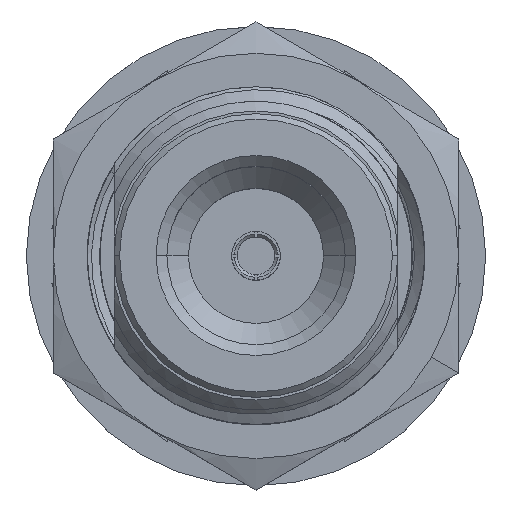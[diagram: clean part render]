
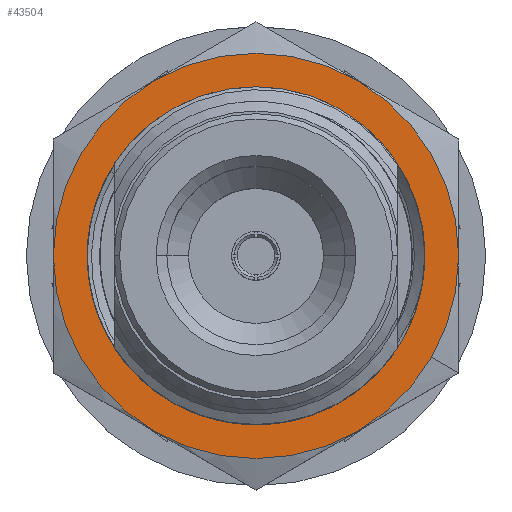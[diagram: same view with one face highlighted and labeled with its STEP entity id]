
A CAD part, top view. The second image highlights one B-rep face of the part: STEP entity #43504.
In plain terms, the highlighted planar face has unit normal (0, 0, 1).
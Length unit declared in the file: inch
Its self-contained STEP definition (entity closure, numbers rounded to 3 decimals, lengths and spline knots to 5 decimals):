
#2117 = EDGE_CURVE ( 'NONE', #91289, #57267, #46050, .T. ) ;
#3570 = CARTESIAN_POINT ( 'NONE',  ( 0., 0., -0.477 ) ) ;
#4018 = ORIENTED_EDGE ( 'NONE', *, *, #64217, .T. ) ;
#4194 = CARTESIAN_POINT ( 'NONE',  ( 0.1875, 0.32476, -0.477 ) ) ;
#6686 = DIRECTION ( 'NONE',  ( 0., 0., 1. ) ) ;
#6688 = DIRECTION ( 'NONE',  ( 0., 0., 1. ) ) ;
#7008 = AXIS2_PLACEMENT_3D ( 'NONE', #129720, #45854, #36807 ) ;
#7354 = DIRECTION ( 'NONE',  ( 0., 0., 1. ) ) ;
#9023 = EDGE_CURVE ( 'NONE', #94860, #72114, #47262, .T. ) ;
#9402 = EDGE_CURVE ( 'NONE', #88489, #91289, #27718, .T. ) ;
#11281 = CARTESIAN_POINT ( 'NONE',  ( 0.1875, -0.32476, -0.477 ) ) ;
#13762 = DIRECTION ( 'NONE',  ( 0., 0., 1. ) ) ;
#14290 = CARTESIAN_POINT ( 'NONE',  ( 0.16585, -0.26486, -0.477 ) ) ;
#15866 = AXIS2_PLACEMENT_3D ( 'NONE', #17965, #133481, #28370 ) ;
#16670 = CARTESIAN_POINT ( 'NONE',  ( 0., 0., -0.477 ) ) ;
#17965 = CARTESIAN_POINT ( 'NONE',  ( 0., 0., -0.477 ) ) ;
#18330 = EDGE_LOOP ( 'NONE', ( #97980, #4018, #76743, #73368, #78853, #64541, #114898 ) ) ;
#18974 = DIRECTION ( 'NONE',  ( 0.866, -0.5, 0. ) ) ;
#20919 = VERTEX_POINT ( 'NONE', #74730 ) ;
#23788 = DIRECTION ( 'NONE',  ( 0., 0., 1. ) ) ;
#25565 = AXIS2_PLACEMENT_3D ( 'NONE', #111415, #6688, #59680 ) ;
#25735 = DIRECTION ( 'NONE',  ( 0.866, -0.5, 0. ) ) ;
#26590 = VERTEX_POINT ( 'NONE', #62165 ) ;
#27718 = CIRCLE ( 'NONE', #73564, 0.375 ) ;
#28370 = DIRECTION ( 'NONE',  ( 0.866, -0.5, 0. ) ) ;
#30121 = DIRECTION ( 'NONE',  ( 0.866, -0.5, 0. ) ) ;
#36272 = DIRECTION ( 'NONE',  ( 0., 0., 1. ) ) ;
#36362 = EDGE_CURVE ( 'NONE', #100708, #60343, #44418, .T. ) ;
#36807 = DIRECTION ( 'NONE',  ( 0.866, -0.5, 0. ) ) ;
#37606 = CARTESIAN_POINT ( 'NONE',  ( 0., 0., -0.477 ) ) ;
#38161 = CIRCLE ( 'NONE', #84875, 0.375 ) ;
#38193 = CARTESIAN_POINT ( 'NONE',  ( 0., 0., -0.477 ) ) ;
#40252 = CARTESIAN_POINT ( 'NONE',  ( 0.27063, -0.15625, -0.477 ) ) ;
#40476 = AXIS2_PLACEMENT_3D ( 'NONE', #124336, #101709, #113075 ) ;
#43504 = ADVANCED_FACE ( 'NONE', ( #73266, #66668 ), #68323, .T. ) ;
#44418 = CIRCLE ( 'NONE', #62530, 0.3125 ) ;
#45854 = DIRECTION ( 'NONE',  ( 0., 0., 1. ) ) ;
#46050 = CIRCLE ( 'NONE', #7008, 0.375 ) ;
#46859 = EDGE_CURVE ( 'NONE', #26590, #88489, #132952, .T. ) ;
#47262 = CIRCLE ( 'NONE', #109247, 0.375 ) ;
#47919 = ORIENTED_EDGE ( 'NONE', *, *, #36362, .F. ) ;
#51250 = CARTESIAN_POINT ( 'NONE',  ( 0.30456, -0.07001, -0.477 ) ) ;
#51282 = CIRCLE ( 'NONE', #76154, 0.375 ) ;
#53098 = EDGE_CURVE ( 'NONE', #60343, #124358, #79029, .T. ) ;
#57267 = VERTEX_POINT ( 'NONE', #95596 ) ;
#59680 = DIRECTION ( 'NONE',  ( 0.866, -0.5, 0. ) ) ;
#60242 = CARTESIAN_POINT ( 'NONE',  ( -0.1875, -0.32476, -0.477 ) ) ;
#60343 = VERTEX_POINT ( 'NONE', #51250 ) ;
#61017 = ORIENTED_EDGE ( 'NONE', *, *, #81252, .F. ) ;
#62165 = CARTESIAN_POINT ( 'NONE',  ( -0.375, 0., -0.477 ) ) ;
#62530 = AXIS2_PLACEMENT_3D ( 'NONE', #38193, #7354, #78990 ) ;
#64217 = EDGE_CURVE ( 'NONE', #57267, #20919, #120249, .T. ) ;
#64541 = ORIENTED_EDGE ( 'NONE', *, *, #46859, .T. ) ;
#65488 = DIRECTION ( 'NONE',  ( 0.866, -0.5, 0. ) ) ;
#66668 = FACE_OUTER_BOUND ( 'NONE', #18330, .T. ) ;
#68323 = PLANE ( 'NONE',  #25565 ) ;
#72114 = VERTEX_POINT ( 'NONE', #105904 ) ;
#73266 = FACE_BOUND ( 'NONE', #73618, .T. ) ;
#73368 = ORIENTED_EDGE ( 'NONE', *, *, #9023, .T. ) ;
#73564 = AXIS2_PLACEMENT_3D ( 'NONE', #107192, #13762, #75423 ) ;
#73618 = EDGE_LOOP ( 'NONE', ( #119277, #47919, #61017 ) ) ;
#74730 = CARTESIAN_POINT ( 'NONE',  ( 0.375, 0., -0.477 ) ) ;
#75423 = DIRECTION ( 'NONE',  ( 0.866, -0.5, 0. ) ) ;
#76154 = AXIS2_PLACEMENT_3D ( 'NONE', #37606, #36272, #18974 ) ;
#76743 = ORIENTED_EDGE ( 'NONE', *, *, #130510, .T. ) ;
#78853 = ORIENTED_EDGE ( 'NONE', *, *, #131933, .T. ) ;
#78990 = DIRECTION ( 'NONE',  ( 0.866, -0.5, 0. ) ) ;
#79029 = CIRCLE ( 'NONE', #116786, 0.3125 ) ;
#81252 = EDGE_CURVE ( 'NONE', #124358, #100708, #114327, .T. ) ;
#84875 = AXIS2_PLACEMENT_3D ( 'NONE', #85853, #23788, #65488 ) ;
#85853 = CARTESIAN_POINT ( 'NONE',  ( 0., 0., -0.477 ) ) ;
#87809 = DIRECTION ( 'NONE',  ( 0., 0., 1. ) ) ;
#88489 = VERTEX_POINT ( 'NONE', #60242 ) ;
#90445 = CARTESIAN_POINT ( 'NONE',  ( 0., 0., -0.477 ) ) ;
#91289 = VERTEX_POINT ( 'NONE', #11281 ) ;
#94860 = VERTEX_POINT ( 'NONE', #4194 ) ;
#95596 = CARTESIAN_POINT ( 'NONE',  ( 0.32476, -0.1875, -0.477 ) ) ;
#97980 = ORIENTED_EDGE ( 'NONE', *, *, #2117, .T. ) ;
#100708 = VERTEX_POINT ( 'NONE', #40252 ) ;
#101709 = DIRECTION ( 'NONE',  ( 0., 0., 1. ) ) ;
#105904 = CARTESIAN_POINT ( 'NONE',  ( -0.1875, 0.32476, -0.477 ) ) ;
#107192 = CARTESIAN_POINT ( 'NONE',  ( 0., 0., -0.477 ) ) ;
#109247 = AXIS2_PLACEMENT_3D ( 'NONE', #90445, #121723, #30121 ) ;
#111415 = CARTESIAN_POINT ( 'NONE',  ( 0., 0., -0.477 ) ) ;
#113075 = DIRECTION ( 'NONE',  ( 0.866, -0.5, 0. ) ) ;
#114327 = CIRCLE ( 'NONE', #40476, 0.3125 ) ;
#114898 = ORIENTED_EDGE ( 'NONE', *, *, #9402, .T. ) ;
#116786 = AXIS2_PLACEMENT_3D ( 'NONE', #16670, #6686, #120032 ) ;
#119277 = ORIENTED_EDGE ( 'NONE', *, *, #53098, .F. ) ;
#119789 = AXIS2_PLACEMENT_3D ( 'NONE', #3570, #87809, #25735 ) ;
#120032 = DIRECTION ( 'NONE',  ( 0.866, -0.5, 0. ) ) ;
#120249 = CIRCLE ( 'NONE', #15866, 0.375 ) ;
#121723 = DIRECTION ( 'NONE',  ( 0., 0., 1. ) ) ;
#124336 = CARTESIAN_POINT ( 'NONE',  ( 0., 0., -0.477 ) ) ;
#124358 = VERTEX_POINT ( 'NONE', #14290 ) ;
#129720 = CARTESIAN_POINT ( 'NONE',  ( 0., 0., -0.477 ) ) ;
#130510 = EDGE_CURVE ( 'NONE', #20919, #94860, #51282, .T. ) ;
#131933 = EDGE_CURVE ( 'NONE', #72114, #26590, #38161, .T. ) ;
#132952 = CIRCLE ( 'NONE', #119789, 0.375 ) ;
#133481 = DIRECTION ( 'NONE',  ( 0., 0., 1. ) ) ;
